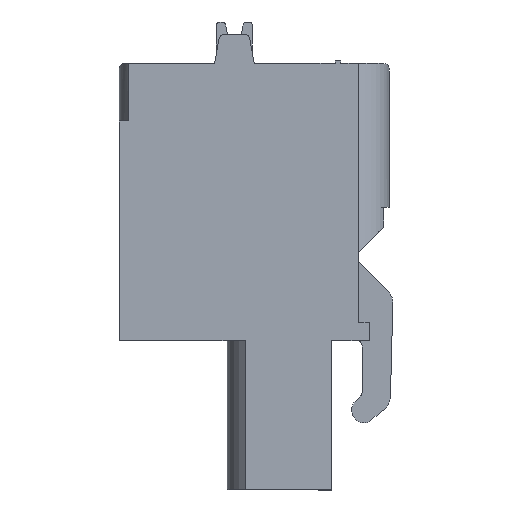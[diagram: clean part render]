
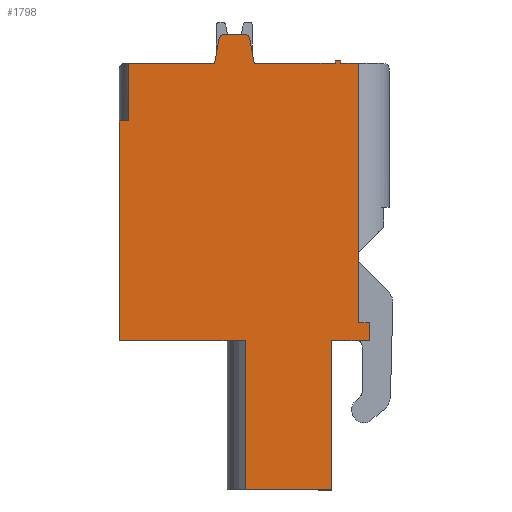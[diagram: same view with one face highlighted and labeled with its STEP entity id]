
A CAD part, left-side view. The second image highlights one B-rep face of the part: STEP entity #1798.
In plain terms, the highlighted planar face has unit normal (-1, 0, 0).
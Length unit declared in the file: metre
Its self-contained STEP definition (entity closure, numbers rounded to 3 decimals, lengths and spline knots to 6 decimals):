
#1798=ADVANCED_FACE('',(#4071),#4072,.F.);
#4071=FACE_OUTER_BOUND('',#6757,.T.);
#4072=PLANE('',#6758);
#6757=EDGE_LOOP('',(#12389,#12390,#12391,#12392,#12393,#12394,#12395,#12396,#12397,#12398,#12399,#12400,#12401,#12402,#12403,#12404,#12405,#12406,#12407,#12408,#12409,#12410));
#6758=AXIS2_PLACEMENT_3D('',#12411,#12412,#12413);
#12389=ORIENTED_EDGE('',*,*,#17880,.T.);
#12390=ORIENTED_EDGE('',*,*,#18235,.T.);
#12391=ORIENTED_EDGE('',*,*,#18236,.T.);
#12392=ORIENTED_EDGE('',*,*,#18237,.F.);
#12393=ORIENTED_EDGE('',*,*,#17621,.F.);
#12394=ORIENTED_EDGE('',*,*,#18207,.T.);
#12395=ORIENTED_EDGE('',*,*,#18126,.T.);
#12396=ORIENTED_EDGE('',*,*,#18122,.T.);
#12397=ORIENTED_EDGE('',*,*,#18119,.T.);
#12398=ORIENTED_EDGE('',*,*,#18211,.T.);
#12399=ORIENTED_EDGE('',*,*,#17632,.F.);
#12400=ORIENTED_EDGE('',*,*,#18214,.F.);
#12401=ORIENTED_EDGE('',*,*,#18195,.F.);
#12402=ORIENTED_EDGE('',*,*,#16743,.T.);
#12403=ORIENTED_EDGE('',*,*,#16797,.T.);
#12404=ORIENTED_EDGE('',*,*,#18192,.T.);
#12405=ORIENTED_EDGE('',*,*,#18238,.T.);
#12406=ORIENTED_EDGE('',*,*,#18177,.T.);
#12407=ORIENTED_EDGE('',*,*,#18239,.T.);
#12408=ORIENTED_EDGE('',*,*,#18138,.T.);
#12409=ORIENTED_EDGE('',*,*,#18162,.F.);
#12410=ORIENTED_EDGE('',*,*,#16546,.T.);
#12411=CARTESIAN_POINT('',(-0.43496,0.0112,-0.0215));
#12412=DIRECTION('',(1.0,0.,0.));
#12413=DIRECTION('',(0.0,1.0,0.));
#16546=EDGE_CURVE('',#20014,#20012,#20015,.T.);
#16743=EDGE_CURVE('',#20361,#20358,#20362,.T.);
#16797=EDGE_CURVE('',#20358,#20463,#20465,.T.);
#17621=EDGE_CURVE('',#21744,#21745,#21746,.T.);
#17632=EDGE_CURVE('',#21764,#21766,#21767,.T.);
#17880=EDGE_CURVE('',#20012,#22142,#22144,.T.);
#18119=EDGE_CURVE('',#22495,#22493,#22496,.T.);
#18122=EDGE_CURVE('',#22499,#22495,#22500,.T.);
#18126=EDGE_CURVE('',#22505,#22499,#22506,.T.);
#18138=EDGE_CURVE('',#22521,#22525,#22527,.T.);
#18162=EDGE_CURVE('',#20014,#22525,#22563,.T.);
#18177=EDGE_CURVE('',#22585,#22583,#22586,.T.);
#18192=EDGE_CURVE('',#20463,#22606,#22608,.T.);
#18195=EDGE_CURVE('',#20361,#22612,#22613,.T.);
#18207=EDGE_CURVE('',#21744,#22505,#22625,.T.);
#18211=EDGE_CURVE('',#22493,#21766,#22629,.T.);
#18214=EDGE_CURVE('',#22612,#21764,#22632,.T.);
#18235=EDGE_CURVE('',#22142,#22655,#22656,.T.);
#18236=EDGE_CURVE('',#22655,#22657,#22658,.T.);
#18237=EDGE_CURVE('',#21745,#22657,#22659,.T.);
#18238=EDGE_CURVE('',#22606,#22585,#22660,.T.);
#18239=EDGE_CURVE('',#22583,#22521,#22661,.T.);
#20012=VERTEX_POINT('',#25027);
#20014=VERTEX_POINT('',#25030);
#20015=LINE('',#25031,#25032);
#20358=VERTEX_POINT('',#25527);
#20361=VERTEX_POINT('',#25531);
#20362=LINE('',#25532,#25533);
#20463=VERTEX_POINT('',#25683);
#20465=LINE('',#25686,#25687);
#21744=VERTEX_POINT('',#27494);
#21745=VERTEX_POINT('',#27495);
#21746=LINE('',#27496,#27497);
#21764=VERTEX_POINT('',#27523);
#21766=VERTEX_POINT('',#27526);
#21767=LINE('',#27527,#27528);
#22142=VERTEX_POINT('',#28065);
#22144=LINE('',#28068,#28069);
#22493=VERTEX_POINT('',#28557);
#22495=VERTEX_POINT('',#28560);
#22496=CIRCLE('',#28561,0.0003);
#22499=VERTEX_POINT('',#28565);
#22500=LINE('',#28566,#28567);
#22505=VERTEX_POINT('',#28574);
#22506=CIRCLE('',#28575,0.0003);
#22521=VERTEX_POINT('',#28593);
#22525=VERTEX_POINT('',#28599);
#22527=LINE('',#28602,#28603);
#22563=LINE('',#28651,#28652);
#22583=VERTEX_POINT('',#28677);
#22585=VERTEX_POINT('',#28680);
#22586=LINE('',#28681,#28682);
#22606=VERTEX_POINT('',#28710);
#22608=LINE('',#28713,#28714);
#22612=VERTEX_POINT('',#28718);
#22613=LINE('',#28719,#28720);
#22625=LINE('',#28738,#28739);
#22629=LINE('',#28744,#28745);
#22632=LINE('',#28749,#28750);
#22655=VERTEX_POINT('',#28783);
#22656=LINE('',#28784,#28785);
#22657=VERTEX_POINT('',#28786);
#22658=LINE('',#28787,#28788);
#22659=LINE('',#28789,#28790);
#22660=LINE('',#28791,#28792);
#22661=LINE('',#28793,#28794);
#25027=CARTESIAN_POINT('',(-0.43496,-0.0013,-0.0083));
#25030=CARTESIAN_POINT('',(-0.43496,-0.0013,-0.0227));
#25031=CARTESIAN_POINT('',(-0.43496,-0.0013,-0.0238));
#25032=VECTOR('',#31255,1.0);
#25527=CARTESIAN_POINT('',(-0.43496,0.012,-0.0237));
#25531=CARTESIAN_POINT('',(-0.43496,0.012,-0.0115));
#25532=CARTESIAN_POINT('',(-0.43496,0.012,-0.0238));
#25533=VECTOR('',#31450,1.0);
#25683=CARTESIAN_POINT('',(-0.43496,0.005,-0.0237));
#25686=CARTESIAN_POINT('',(-0.43496,0.005,-0.0237));
#25687=VECTOR('',#31507,1.0);
#27494=CARTESIAN_POINT('',(-0.43496,0.0045,-0.0083));
#27495=CARTESIAN_POINT('',(-0.43496,0.,-0.0083));
#27496=CARTESIAN_POINT('',(-0.43496,0.0115,-0.0083));
#27497=VECTOR('',#32361,1.0);
#27523=CARTESIAN_POINT('',(-0.43496,0.0115,-0.0083));
#27526=CARTESIAN_POINT('',(-0.43496,0.0067,-0.0083));
#27527=CARTESIAN_POINT('',(-0.43496,0.0115,-0.0083));
#27528=VECTOR('',#32374,1.0);
#28065=CARTESIAN_POINT('',(-0.43496,-0.0003,-0.0083));
#28068=CARTESIAN_POINT('',(-0.43496,0.0117,-0.0083));
#28069=VECTOR('',#32663,1.0);
#28557=CARTESIAN_POINT('',(-0.43496,0.006462,-0.006948));
#28560=CARTESIAN_POINT('',(-0.43496,0.006166,-0.0067));
#28561=AXIS2_PLACEMENT_3D('',#32900,#32901,#32902);
#28565=CARTESIAN_POINT('',(-0.43496,0.005034,-0.0067));
#28566=CARTESIAN_POINT('',(-0.43496,0.004822,-0.0067));
#28567=VECTOR('',#32904,1.0);
#28574=CARTESIAN_POINT('',(-0.43496,0.004738,-0.006948));
#28575=AXIS2_PLACEMENT_3D('',#32907,#32908,#32909);
#28593=CARTESIAN_POINT('',(-0.43496,-0.0019,-0.0237));
#28599=CARTESIAN_POINT('',(-0.43496,-0.0019,-0.0227));
#28602=CARTESIAN_POINT('',(-0.43496,-0.0019,-0.0238));
#28603=VECTOR('',#32925,1.0);
#28651=CARTESIAN_POINT('',(-0.43496,-0.0003,-0.0227));
#28652=VECTOR('',#32956,1.0);
#28677=CARTESIAN_POINT('',(-0.43496,0.0002,-0.0237));
#28680=CARTESIAN_POINT('',(-0.43496,0.0002,-0.032));
#28681=CARTESIAN_POINT('',(-0.43496,0.0002,-0.0237));
#28682=VECTOR('',#32975,1.0);
#28710=CARTESIAN_POINT('',(-0.43496,0.005,-0.032));
#28713=CARTESIAN_POINT('',(-0.43496,0.005,-0.032));
#28714=VECTOR('',#32988,1.0);
#28718=CARTESIAN_POINT('',(-0.43496,0.0115,-0.0115));
#28719=CARTESIAN_POINT('',(-0.43496,0.0092,-0.0115));
#28720=VECTOR('',#32992,1.0);
#28738=CARTESIAN_POINT('',(-0.43496,0.004782,-0.0067));
#28739=VECTOR('',#32999,1.0);
#28744=CARTESIAN_POINT('',(-0.43496,0.0067,-0.0083));
#28745=VECTOR('',#33001,1.0);
#28749=CARTESIAN_POINT('',(-0.43496,0.0115,-0.0115));
#28750=VECTOR('',#33003,1.0);
#28783=CARTESIAN_POINT('',(-0.43496,-0.0003,-0.00815));
#28784=CARTESIAN_POINT('',(-0.43496,-0.0003,-0.0215));
#28785=VECTOR('',#33017,1.0);
#28786=CARTESIAN_POINT('',(-0.43496,0.,-0.00815));
#28787=CARTESIAN_POINT('',(-0.43496,0.,-0.00815));
#28788=VECTOR('',#33018,1.0);
#28789=CARTESIAN_POINT('',(-0.43496,0.,-0.0083));
#28790=VECTOR('',#33019,1.0);
#28791=CARTESIAN_POINT('',(-0.43496,0.0002,-0.032));
#28792=VECTOR('',#33020,1.0);
#28793=CARTESIAN_POINT('',(-0.43496,-0.0007,-0.0237));
#28794=VECTOR('',#33021,1.0);
#31255=DIRECTION('',(0.,0.,1.0));
#31450=DIRECTION('',(0.,0.,-1.0));
#31507=DIRECTION('',(0.0,-1.0,0.0));
#32361=DIRECTION('',(0.0,-1.0,0.0));
#32374=DIRECTION('',(0.0,-1.0,0.0));
#32663=DIRECTION('',(0.,1.0,0.));
#32900=CARTESIAN_POINT('',(-0.43496,0.006166,-0.007));
#32901=DIRECTION('',(-1.0,0.0,0.));
#32902=DIRECTION('',(0.,0.0,-1.0));
#32904=DIRECTION('',(0.0,1.0,0.0));
#32907=CARTESIAN_POINT('',(-0.43496,0.005034,-0.007));
#32908=DIRECTION('',(-1.0,0.0,0.));
#32909=DIRECTION('',(0.,0.0,-1.0));
#32925=DIRECTION('',(0.,0.,1.0));
#32956=DIRECTION('',(0.,-1.0,0.));
#32975=DIRECTION('',(0.0,0.0,1.0));
#32988=DIRECTION('',(0.0,0.,-1.0));
#32992=DIRECTION('',(0.,-1.0,0.));
#32999=DIRECTION('',(0.,0.174,0.985));
#33001=DIRECTION('',(0.,0.174,-0.985));
#33003=DIRECTION('',(0.,0.0,1.0));
#33017=DIRECTION('',(0.,0.0,1.0));
#33018=DIRECTION('',(0.0,1.0,0.0));
#33019=DIRECTION('',(0.,0.0,1.0));
#33020=DIRECTION('',(0.0,-1.0,0.));
#33021=DIRECTION('',(0.0,-1.0,0.0));
